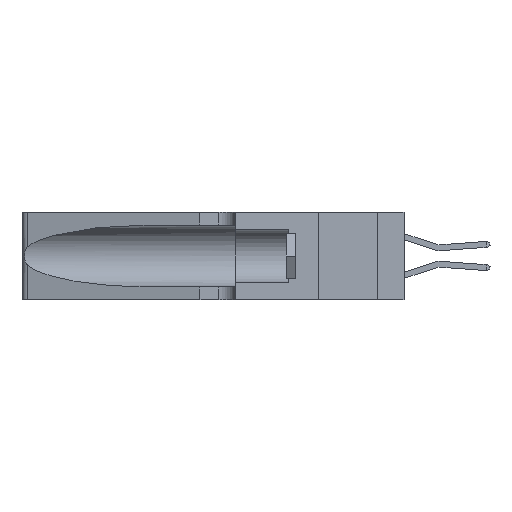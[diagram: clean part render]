
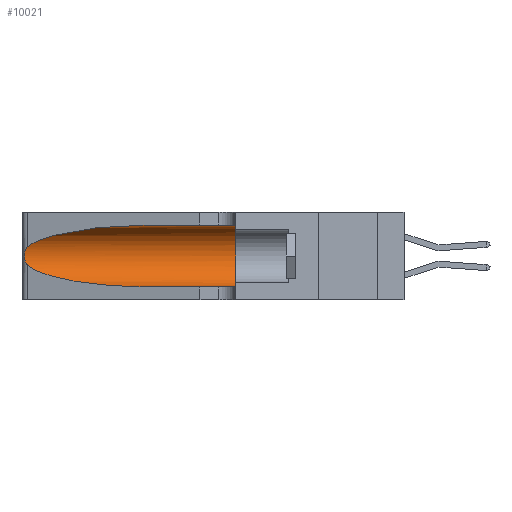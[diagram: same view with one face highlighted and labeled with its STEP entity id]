
A CAD part, left-side view. The second image highlights one B-rep face of the part: STEP entity #10021.
In plain terms, the highlighted cylindrical face has radius 3.308 mm (diameter 6.617 mm), a partial arc.
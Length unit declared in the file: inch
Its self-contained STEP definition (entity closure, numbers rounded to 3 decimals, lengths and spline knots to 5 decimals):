
#431 = CARTESIAN_POINT ( 'NONE',  ( 0.25639, 1.23186, 0.15144 ) ) ;
#585 = DIRECTION ( 'NONE',  ( 0., -1., 0. ) ) ;
#910 = VERTEX_POINT ( 'NONE', #2268 ) ;
#1471 = VECTOR ( 'NONE', #13097, 39.37008 ) ;
#1779 = CIRCLE ( 'NONE', #19391, 0.13025 ) ;
#1844 = CARTESIAN_POINT ( 'NONE',  ( 0.25555, 1.22994, 0.2215 ) ) ;
#1878 = EDGE_CURVE ( 'NONE', #5041, #17964, #15825, .T. ) ;
#1930 = CARTESIAN_POINT ( 'NONE',  ( 0.25854, 1.2359, 0.20912 ) ) ;
#2052 = CARTESIAN_POINT ( 'NONE',  ( 0.1305, 1.61858, 0.31525 ) ) ;
#2059 = LINE ( 'NONE', #2052, #1471 ) ;
#2082 = CARTESIAN_POINT ( 'NONE',  ( 0.25856, 1.23593, 0.16098 ) ) ;
#2268 = CARTESIAN_POINT ( 'NONE',  ( 0.25487, 1.22718, 0.22369 ) ) ;
#2331 = CARTESIAN_POINT ( 'NONE',  ( 0.25487, 1.22718, 0.14631 ) ) ;
#2679 = ORIENTED_EDGE ( 'NONE', *, *, #22805, .F. ) ;
#3142 = DIRECTION ( 'NONE',  ( 0., 0., 1. ) ) ;
#5041 = VERTEX_POINT ( 'NONE', #10390 ) ;
#5797 = VERTEX_POINT ( 'NONE', #8966 ) ;
#5928 = CARTESIAN_POINT ( 'NONE',  ( 0.1305, 1.61858, 0.05475 ) ) ;
#6012 = EDGE_CURVE ( 'NONE', #17964, #15203, #22470, .T. ) ;
#6097 = VERTEX_POINT ( 'NONE', #8300 ) ;
#6133 =( BOUNDED_CURVE ( )  B_SPLINE_CURVE ( 3, ( #19285, #13392, #19045, #17051 ),
 .UNSPECIFIED., .F., .F. ) 
 B_SPLINE_CURVE_WITH_KNOTS ( ( 4, 4 ),
 ( 1.5708, 2.84003 ),
 .UNSPECIFIED. ) 
 CURVE ( )  GEOMETRIC_REPRESENTATION_ITEM ( )  RATIONAL_B_SPLINE_CURVE ( ( 1., 0.87, 0.87, 1. ) ) 
 REPRESENTATION_ITEM ( '' )  );
#6438 = CARTESIAN_POINT ( 'NONE',  ( 0.1305, 1.61858, 0.185 ) ) ;
#6878 = B_SPLINE_CURVE_WITH_KNOTS ( 'NONE', 3,
 ( #20545, #1844, #9425, #13195, #1930, #16939, #20713, #21110, #9926, #2082, #7833, #431, #17350, #2331 ),
 .UNSPECIFIED., .F., .F.,
 ( 4, 2, 2, 2, 2, 2, 4 ),
 ( 0., 0.00027, 0.00053, 0.00107, 0.0016, 0.00187, 0.00214 ),
 .UNSPECIFIED. ) ;
#7007 = CARTESIAN_POINT ( 'NONE',  ( 0.1305, 0.35, 0.05475 ) ) ;
#7302 = CARTESIAN_POINT ( 'NONE',  ( 0.2373, 1.15595, 0.08982 ) ) ;
#7833 = CARTESIAN_POINT ( 'NONE',  ( 0.25789, 1.23486, 0.15765 ) ) ;
#8300 = CARTESIAN_POINT ( 'NONE',  ( 0.1305, 0.35, 0.31525 ) ) ;
#8966 = CARTESIAN_POINT ( 'NONE',  ( 0.1305, 0.72297, 0.31525 ) ) ;
#9425 = CARTESIAN_POINT ( 'NONE',  ( 0.25639, 1.23184, 0.21858 ) ) ;
#9534 = CYLINDRICAL_SURFACE ( 'NONE', #16077, 0.13025 ) ;
#9926 = CARTESIAN_POINT ( 'NONE',  ( 0.26017, 1.23833, 0.17102 ) ) ;
#10021 = ADVANCED_FACE ( 'NONE', ( #22680 ), #9534, .F. ) ;
#10390 = CARTESIAN_POINT ( 'NONE',  ( 0.25487, 1.22718, 0.14631 ) ) ;
#11709 = DIRECTION ( 'NONE',  ( 0., 0., -1. ) ) ;
#13097 = DIRECTION ( 'NONE',  ( 0., -1., 0. ) ) ;
#13195 = CARTESIAN_POINT ( 'NONE',  ( 0.25787, 1.23484, 0.2124 ) ) ;
#13392 = CARTESIAN_POINT ( 'NONE',  ( 0.18966, 0.96281, 0.31525 ) ) ;
#13931 = ORIENTED_EDGE ( 'NONE', *, *, #14712, .T. ) ;
#14160 = EDGE_LOOP ( 'NONE', ( #23109, #13931, #17745, #21838, #2679, #23740 ) ) ;
#14712 = EDGE_CURVE ( 'NONE', #910, #5041, #6878, .T. ) ;
#15021 = DIRECTION ( 'NONE',  ( 0., -1., 0. ) ) ;
#15203 = VERTEX_POINT ( 'NONE', #7007 ) ;
#15250 = EDGE_CURVE ( 'NONE', #5797, #6097, #2059, .T. ) ;
#15825 =( BOUNDED_CURVE ( )  B_SPLINE_CURVE ( 3, ( #22142, #7302, #20261, #22049 ),
 .UNSPECIFIED., .F., .F. ) 
 B_SPLINE_CURVE_WITH_KNOTS ( ( 4, 4 ),
 ( 3.44316, 4.71239 ),
 .UNSPECIFIED. ) 
 CURVE ( )  GEOMETRIC_REPRESENTATION_ITEM ( )  RATIONAL_B_SPLINE_CURVE ( ( 1., 0.87, 0.87, 1. ) ) 
 REPRESENTATION_ITEM ( '' )  );
#16077 = AXIS2_PLACEMENT_3D ( 'NONE', #6438, #585, #11709 ) ;
#16315 = DIRECTION ( 'NONE',  ( 0., 1., 0. ) ) ;
#16939 = CARTESIAN_POINT ( 'NONE',  ( 0.26018, 1.23835, 0.19895 ) ) ;
#17051 = CARTESIAN_POINT ( 'NONE',  ( 0.25487, 1.22718, 0.22369 ) ) ;
#17350 = CARTESIAN_POINT ( 'NONE',  ( 0.25555, 1.22993, 0.14849 ) ) ;
#17745 = ORIENTED_EDGE ( 'NONE', *, *, #1878, .T. ) ;
#17964 = VERTEX_POINT ( 'NONE', #24243 ) ;
#18102 = VECTOR ( 'NONE', #15021, 39.37008 ) ;
#19045 = CARTESIAN_POINT ( 'NONE',  ( 0.2373, 1.15595, 0.28018 ) ) ;
#19285 = CARTESIAN_POINT ( 'NONE',  ( 0.1305, 0.72297, 0.31525 ) ) ;
#19302 = EDGE_CURVE ( 'NONE', #5797, #910, #6133, .T. ) ;
#19391 = AXIS2_PLACEMENT_3D ( 'NONE', #20182, #16315, #3142 ) ;
#20182 = CARTESIAN_POINT ( 'NONE',  ( 0.1305, 0.35, 0.185 ) ) ;
#20261 = CARTESIAN_POINT ( 'NONE',  ( 0.18966, 0.96281, 0.05475 ) ) ;
#20545 = CARTESIAN_POINT ( 'NONE',  ( 0.25487, 1.22718, 0.22369 ) ) ;
#20713 = CARTESIAN_POINT ( 'NONE',  ( 0.26075, 1.23896, 0.19203 ) ) ;
#21110 = CARTESIAN_POINT ( 'NONE',  ( 0.26075, 1.23896, 0.178 ) ) ;
#21838 = ORIENTED_EDGE ( 'NONE', *, *, #6012, .T. ) ;
#22049 = CARTESIAN_POINT ( 'NONE',  ( 0.1305, 0.72297, 0.05475 ) ) ;
#22142 = CARTESIAN_POINT ( 'NONE',  ( 0.25487, 1.22718, 0.14631 ) ) ;
#22470 = LINE ( 'NONE', #5928, #18102 ) ;
#22680 = FACE_OUTER_BOUND ( 'NONE', #14160, .T. ) ;
#22805 = EDGE_CURVE ( 'NONE', #6097, #15203, #1779, .T. ) ;
#23109 = ORIENTED_EDGE ( 'NONE', *, *, #19302, .T. ) ;
#23740 = ORIENTED_EDGE ( 'NONE', *, *, #15250, .F. ) ;
#24243 = CARTESIAN_POINT ( 'NONE',  ( 0.1305, 0.72297, 0.05475 ) ) ;
